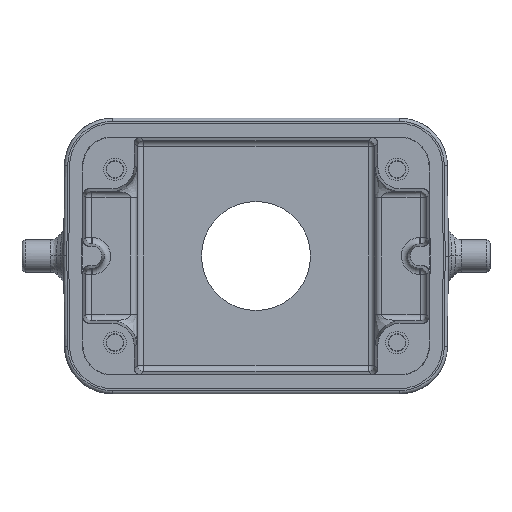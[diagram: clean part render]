
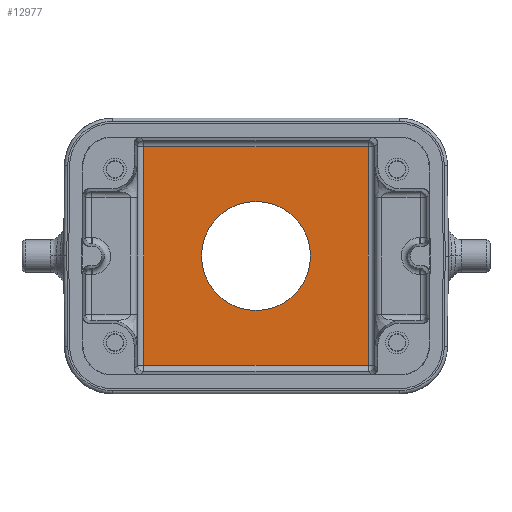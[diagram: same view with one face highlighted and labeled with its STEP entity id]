
A CAD part, front view. The second image highlights one B-rep face of the part: STEP entity #12977.
In plain terms, the highlighted planar face has unit normal (0, -1, 0).
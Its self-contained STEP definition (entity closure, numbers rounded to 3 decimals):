
#2595=CARTESIAN_POINT('',(0.,37.,0.));
#2596=DIRECTION('',(0.,1.,0.));
#2597=DIRECTION('',(-1.,0.,0.));
#2598=AXIS2_PLACEMENT_3D('',#2595,#2596,#2597);
#2603=CARTESIAN_POINT('',(0.,37.,0.));
#2604=DIRECTION('',(0.,1.,0.));
#2605=DIRECTION('',(1.,0.,0.));
#2606=AXIS2_PLACEMENT_3D('',#2603,#2604,#2605);
#2611=DIRECTION('',(1.,0.,0.));
#2612=VECTOR('',#2611,35.064);
#2613=CARTESIAN_POINT('',(-17.532,37.,-17.032));
#2614=LINE('',#2613,#2612);
#4236=DIRECTION('',(-1.,0.,0.));
#4237=VECTOR('',#4236,35.064);
#4238=CARTESIAN_POINT('',(17.532,37.,17.032));
#4239=LINE('',#4238,#4237);
#4274=DIRECTION('',(0.,0.,1.));
#4275=VECTOR('',#4274,34.064);
#4276=CARTESIAN_POINT('',(17.532,37.,-17.032));
#4277=LINE('',#4276,#4275);
#4288=DIRECTION('',(0.,0.,-1.));
#4289=VECTOR('',#4288,34.064);
#4290=CARTESIAN_POINT('',(-17.532,37.,17.032));
#4291=LINE('',#4290,#4289);
#9144=CARTESIAN_POINT('',(-17.532,37.,-17.032));
#9145=CARTESIAN_POINT('',(17.532,37.,-17.032));
#9146=VERTEX_POINT('',#9144);
#9147=VERTEX_POINT('',#9145);
#9148=CARTESIAN_POINT('',(-17.532,37.,17.032));
#9149=VERTEX_POINT('',#9148);
#9150=CARTESIAN_POINT('',(17.532,37.,17.032));
#9151=VERTEX_POINT('',#9150);
#10034=CARTESIAN_POINT('',(-8.5,37.,0.));
#10035=CARTESIAN_POINT('',(8.5,37.,0.));
#10036=VERTEX_POINT('',#10034);
#10037=VERTEX_POINT('',#10035);
#12958=CARTESIAN_POINT('',(0.,37.,0.));
#12959=DIRECTION('',(0.,-1.,0.));
#12960=DIRECTION('',(1.,0.,0.));
#12961=AXIS2_PLACEMENT_3D('',#12958,#12959,#12960);
#12962=PLANE('',#12961);
#12964=ORIENTED_EDGE('',*,*,#12963,.F.);
#12966=ORIENTED_EDGE('',*,*,#12965,.F.);
#12968=ORIENTED_EDGE('',*,*,#12967,.F.);
#12970=ORIENTED_EDGE('',*,*,#12969,.F.);
#12971=EDGE_LOOP('',(#12964,#12966,#12968,#12970));
#12972=FACE_OUTER_BOUND('',#12971,.F.);
#12973=ORIENTED_EDGE('',*,*,#12938,.F.);
#12974=ORIENTED_EDGE('',*,*,#12952,.F.);
#12975=EDGE_LOOP('',(#12973,#12974));
#12976=FACE_BOUND('',#12975,.F.);
#2599=CIRCLE('',#2598,8.5);
#2607=CIRCLE('',#2606,8.5);
#12938=EDGE_CURVE('',#10036,#10037,#2599,.T.);
#12952=EDGE_CURVE('',#10037,#10036,#2607,.T.);
#12963=EDGE_CURVE('',#9146,#9147,#2614,.T.);
#12965=EDGE_CURVE('',#9149,#9146,#4291,.T.);
#12967=EDGE_CURVE('',#9151,#9149,#4239,.T.);
#12969=EDGE_CURVE('',#9147,#9151,#4277,.T.);
#12977=ADVANCED_FACE('',(#12972,#12976),#12962,.T.);
